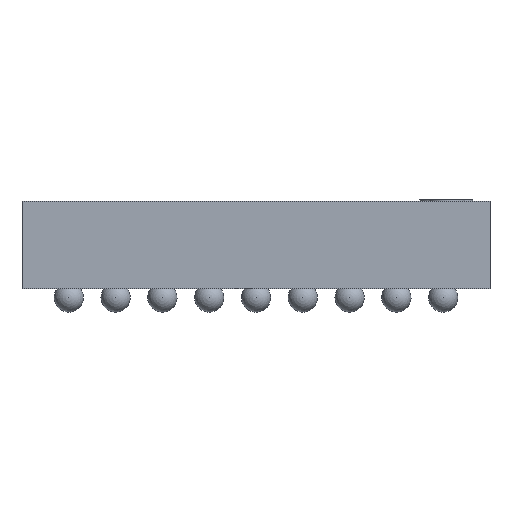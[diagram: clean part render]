
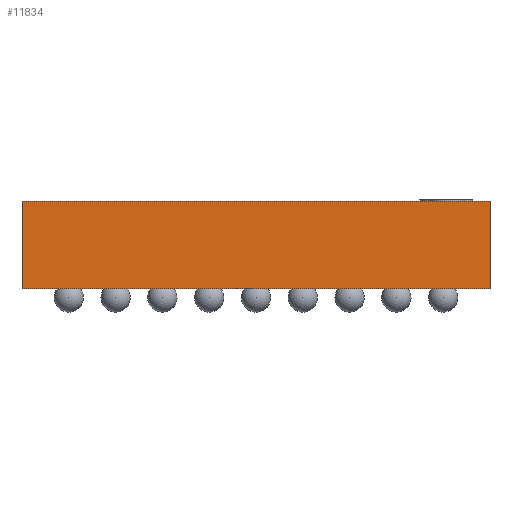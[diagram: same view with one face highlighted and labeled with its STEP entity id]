
A CAD part, left-side view. The second image highlights one B-rep face of the part: STEP entity #11834.
In plain terms, the highlighted planar face has unit normal (-1, 0, 0).
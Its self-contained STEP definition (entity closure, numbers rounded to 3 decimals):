
#294 = LINE ( 'NONE', #12790, #15131 ) ;
#391 = VERTEX_POINT ( 'NONE', #15141 ) ;
#481 = LINE ( 'NONE', #6129, #9602 ) ;
#1043 = FACE_OUTER_BOUND ( 'NONE', #16497, .T. ) ;
#2017 = CARTESIAN_POINT ( 'NONE',  ( -2., 2., 0. ) ) ;
#2325 = DIRECTION ( 'NONE',  ( 1., 0., 0. ) ) ;
#4148 = VERTEX_POINT ( 'NONE', #15665 ) ;
#4183 = DIRECTION ( 'NONE',  ( 0., -1., 0. ) ) ;
#4253 = ORIENTED_EDGE ( 'NONE', *, *, #7363, .F. ) ;
#4726 = CARTESIAN_POINT ( 'NONE',  ( -2., -2., 0. ) ) ;
#5497 = VERTEX_POINT ( 'NONE', #4726 ) ;
#5730 = AXIS2_PLACEMENT_3D ( 'NONE', #7957, #2325, #7675 ) ;
#6129 = CARTESIAN_POINT ( 'NONE',  ( -2., -2., 0.75 ) ) ;
#7363 = EDGE_CURVE ( 'NONE', #4148, #5497, #481, .T. ) ;
#7675 = DIRECTION ( 'NONE',  ( 0., 0., -1. ) ) ;
#7957 = CARTESIAN_POINT ( 'NONE',  ( -2., 2., 0.75 ) ) ;
#8236 = DIRECTION ( 'NONE',  ( 0., 0., -1. ) ) ;
#8875 = CARTESIAN_POINT ( 'NONE',  ( -2., 2., 0.75 ) ) ;
#8953 = ORIENTED_EDGE ( 'NONE', *, *, #11976, .T. ) ;
#9602 = VECTOR ( 'NONE', #12782, 1000. ) ;
#9614 = ORIENTED_EDGE ( 'NONE', *, *, #10107, .T. ) ;
#9985 = DIRECTION ( 'NONE',  ( 0., -1., 0. ) ) ;
#10107 = EDGE_CURVE ( 'NONE', #14518, #5497, #294, .T. ) ;
#10991 = CARTESIAN_POINT ( 'NONE',  ( -2., 2., 0.75 ) ) ;
#11024 = EDGE_CURVE ( 'NONE', #391, #4148, #12082, .T. ) ;
#11317 = VECTOR ( 'NONE', #8236, 1000. ) ;
#11834 = ADVANCED_FACE ( 'NONE', ( #1043 ), #13328, .F. ) ;
#11976 = EDGE_CURVE ( 'NONE', #391, #14518, #12386, .T. ) ;
#12082 = LINE ( 'NONE', #8875, #17545 ) ;
#12386 = LINE ( 'NONE', #10991, #11317 ) ;
#12782 = DIRECTION ( 'NONE',  ( 0., 0., -1. ) ) ;
#12790 = CARTESIAN_POINT ( 'NONE',  ( -2., 2., 0. ) ) ;
#13328 = PLANE ( 'NONE',  #5730 ) ;
#14499 = ORIENTED_EDGE ( 'NONE', *, *, #11024, .F. ) ;
#14518 = VERTEX_POINT ( 'NONE', #2017 ) ;
#15131 = VECTOR ( 'NONE', #4183, 1000. ) ;
#15141 = CARTESIAN_POINT ( 'NONE',  ( -2., 2., 0.75 ) ) ;
#15665 = CARTESIAN_POINT ( 'NONE',  ( -2., -2., 0.75 ) ) ;
#16497 = EDGE_LOOP ( 'NONE', ( #9614, #4253, #14499, #8953 ) ) ;
#17545 = VECTOR ( 'NONE', #9985, 1000. ) ;
